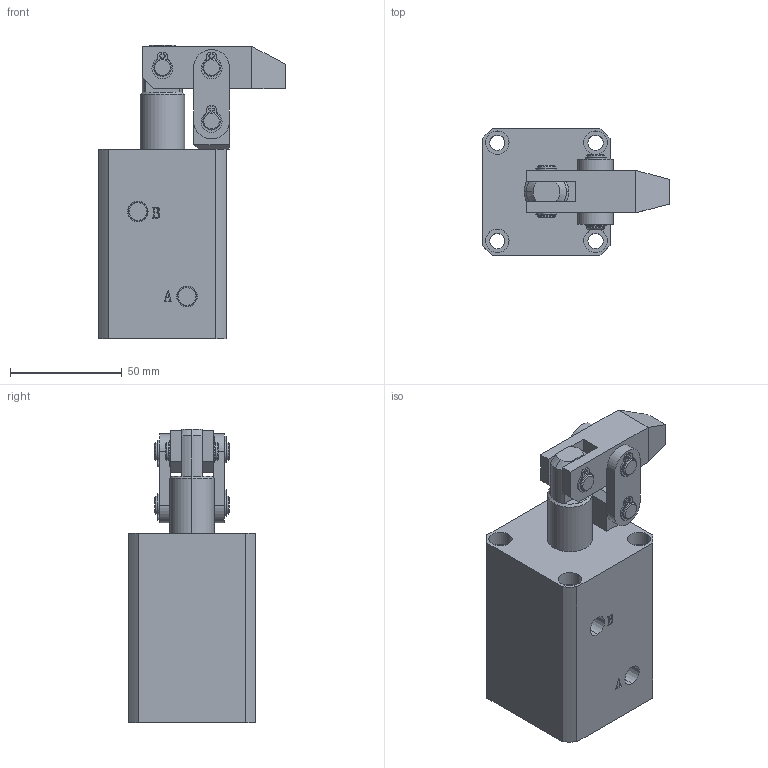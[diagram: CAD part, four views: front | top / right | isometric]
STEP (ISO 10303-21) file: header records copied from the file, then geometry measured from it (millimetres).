
FILE_DESCRIPTION (( 'STEP AP203' ), '1' );
FILE_NAME ('HLC-32.STEP', '2020-08-06T02:02:58', ( '微软用户' ), ( '微软中国' ), 'SwSTEP 2.0', 'SolidWorks 2012', '' );
FILE_SCHEMA (( 'CONFIG_CONTROL_DESIGN' ));
Length unit declared in the file: millimetre
Products named in the file (9): HLC-32; circlips for shaft--type a small gb_GB_CONNECTING_PIECE_RING_RRA 8; HLC-32盓厥裝; HLC-32酗种; HLC-32揤旋; HLC-32蟀裝; HLC-32活塞杆; HLC-32傻种; HLC-32掛极
Assembly tree (15 placements, depth 2):
  HLC-32
    HLC-32掛极
    HLC-32傻种
    HLC-32活塞杆
    HLC-32蟀裝  x2
    HLC-32揤旋
    HLC-32酗种  x2
    HLC-32盓厥裝
    circlips for shaft--type a small gb_GB_CONNECTING_PIECE_RING_RRA 8  x6
Bounding box: 83.5 x 57 x 131.5 mm (x, y, z)
Volume: 278435 mm3; surface area: 62249.2 mm2
Topology: 15 solids, 15 shells, 437 faces, 1080 edges, 710 vertices
Faces by surface type: plane 191, cylinder 183, bspline 32, cone 25, torus 6
Entity records: 11543 total; most frequent: CARTESIAN_POINT 3275, DIRECTION 1460, ORIENTED_EDGE 1460, EDGE_CURVE 730, AXIS2_PLACEMENT_3D 511, VERTEX_POINT 478, VECTOR 438, LINE 438
